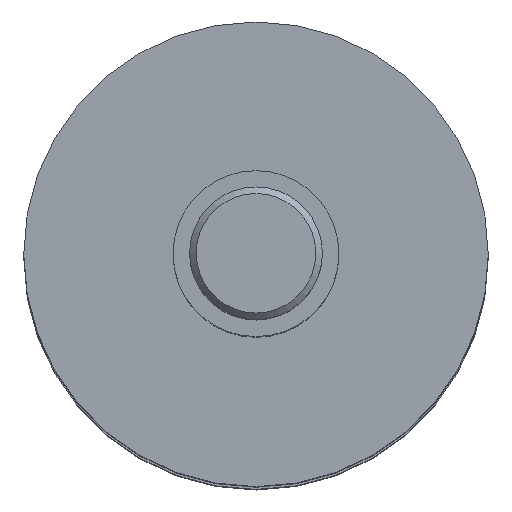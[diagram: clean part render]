
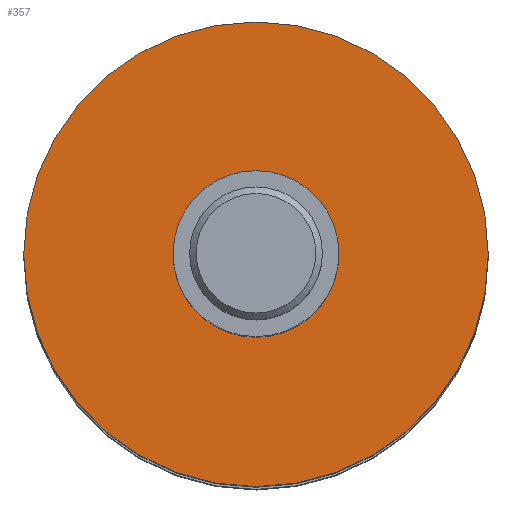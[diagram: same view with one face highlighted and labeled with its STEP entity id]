
A CAD part, top view. The second image highlights one B-rep face of the part: STEP entity #357.
In plain terms, the highlighted planar face has unit normal (0, 0, 1).
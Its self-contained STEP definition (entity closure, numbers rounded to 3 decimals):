
#234=CARTESIAN_POINT('',(-12.5,0.,393.));
#235=VERTEX_POINT('',#234);
#242=CARTESIAN_POINT('',(12.5,0.,393.));
#243=VERTEX_POINT('',#242);
#244=CARTESIAN_POINT('',(0.,0.,393.));
#245=DIRECTION('',(-1.,0.,0.));
#246=DIRECTION('',(-0.,0.,1.));
#247=AXIS2_PLACEMENT_3D('',#244,#246,#245);
#248=CIRCLE('',#247,12.5);
#249=EDGE_CURVE('',#235,#243,#248,.T.);
#251=CARTESIAN_POINT('',(0.,0.,393.));
#252=DIRECTION('',(1.,0.,0.));
#253=DIRECTION('',(0.,0.,1.));
#254=AXIS2_PLACEMENT_3D('',#251,#253,#252);
#255=CIRCLE('',#254,12.5);
#256=EDGE_CURVE('',#243,#235,#255,.T.);
#314=CARTESIAN_POINT('',(35.,0.,393.));
#315=VERTEX_POINT('',#314);
#316=CARTESIAN_POINT('',(-35.,0.,393.));
#317=VERTEX_POINT('',#316);
#318=CARTESIAN_POINT('',(0.,0.,393.));
#319=DIRECTION('',(1.,0.,0.));
#320=DIRECTION('',(-0.,0.,-1.));
#321=AXIS2_PLACEMENT_3D('',#318,#320,#319);
#322=CIRCLE('',#321,35.);
#323=EDGE_CURVE('',#315,#317,#322,.T.);
#334=CARTESIAN_POINT('',(0.,0.,393.));
#335=DIRECTION('',(-1.,0.,0.));
#336=DIRECTION('',(0.,0.,-1.));
#337=AXIS2_PLACEMENT_3D('',#334,#336,#335);
#338=CIRCLE('',#337,35.);
#339=EDGE_CURVE('',#317,#315,#338,.T.);
#344=CARTESIAN_POINT('',(0.,0.,393.));
#345=DIRECTION('',(1.,0.,0.));
#346=DIRECTION('',(0.,0.,1.));
#347=AXIS2_PLACEMENT_3D('',#344,#346,#345);
#348=PLANE('',#347);
#349=ORIENTED_EDGE('',*,*,#339,.F.);
#350=ORIENTED_EDGE('',*,*,#323,.F.);
#351=EDGE_LOOP('',(#349,#350));
#352=FACE_OUTER_BOUND('',#351,.T.);
#353=ORIENTED_EDGE('',*,*,#249,.F.);
#354=ORIENTED_EDGE('',*,*,#256,.F.);
#355=EDGE_LOOP('',(#353,#354));
#356=FACE_BOUND('',#355,.T.);
#357=ADVANCED_FACE('F11',(#352,#356),#348,.T.);
